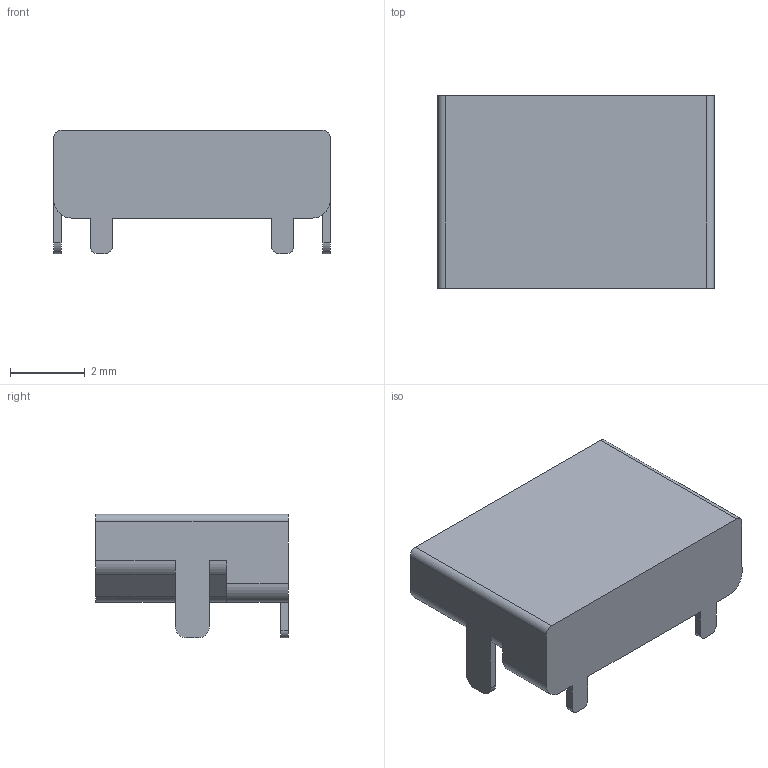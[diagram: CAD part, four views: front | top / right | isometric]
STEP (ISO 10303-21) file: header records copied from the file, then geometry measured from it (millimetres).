
FILE_DESCRIPTION(/* description */ (''),/* implementation_level */ '2;1');
FILE_NAME(/* name */ 'Connectors_SHOU-HAN_MicroXNJ.step',/* time_stamp */ '2021-03-28T19:36:33+02:00',/* author */ (''),/* organization */ (''),/* preprocessor_version */ 'ST-DEVELOPER v18.1',/* originating_system */ 'Autodesk Translation Framework v9.10.0.1330',/* authorisation */ '');
FILE_SCHEMA (('AUTOMOTIVE_DESIGN { 1 0 10303 214 3 1 1 }'));
Length unit declared in the file: millimetre
Products named in the file (1): Unbenannt
Bounding box: 7.4 x 5.15 x 3.3 mm (x, y, z)
Volume: 48.7 mm3; surface area: 220.9 mm2
Topology: 1 solids, 1 shells, 108 faces, 310 edges, 202 vertices
Faces by surface type: plane 66, cylinder 38, sphere 2, bspline 2
Entity records: 3577 total; most frequent: CARTESIAN_POINT 637, ORIENTED_EDGE 620, DIRECTION 610, EDGE_CURVE 310, LINE 224, VECTOR 224, VERTEX_POINT 202, AXIS2_PLACEMENT_3D 193
